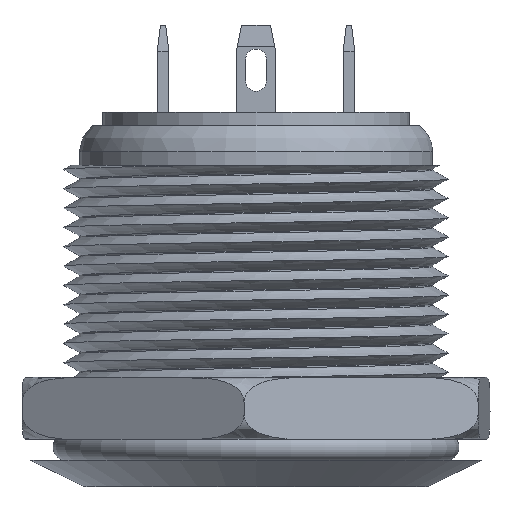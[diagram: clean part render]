
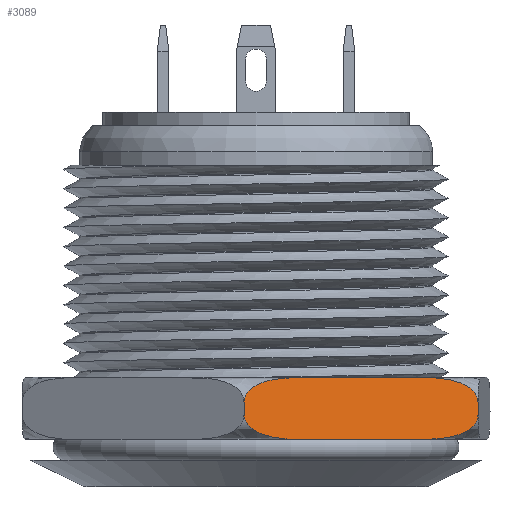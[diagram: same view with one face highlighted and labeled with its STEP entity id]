
A CAD part, front view. The second image highlights one B-rep face of the part: STEP entity #3089.
In plain terms, the highlighted face is planar.
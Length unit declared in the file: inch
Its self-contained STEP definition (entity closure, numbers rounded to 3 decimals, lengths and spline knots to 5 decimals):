
#136=B_SPLINE_CURVE_WITH_KNOTS('',3,(#8597,#8598,#8599,#8600,#8601,#8602,
#8603,#8604,#8605,#8606,#8607,#8608,#8609,#8610),.UNSPECIFIED.,.F.,.F.,
(4,2,2,2,2,2,4),(-0.46655,-0.4391,-0.41074,
-0.37026,-0.29486,-0.06606,0.),
 .UNSPECIFIED.);
#137=B_SPLINE_CURVE_WITH_KNOTS('',3,(#8611,#8612,#8613,#8614,#8615,#8616,
#8617,#8618,#8619,#8620,#8621,#8622),.UNSPECIFIED.,.F.,.F.,(4,2,2,2,2,4),
(-0.34768,-0.16786,-0.09634,-0.06052,
-0.03359,0.),.UNSPECIFIED.);
#138=B_SPLINE_CURVE_WITH_KNOTS('',3,(#8624,#8625,#8626,#8627,#8628,#8629,
#8630,#8631,#8632,#8633,#8634,#8635),.UNSPECIFIED.,.F.,.F.,(4,2,2,2,2,4),
(-0.47751,-0.44875,-0.41914,-0.37643,
-0.29807,0.),.UNSPECIFIED.);
#139=B_SPLINE_CURVE_WITH_KNOTS('',3,(#8639,#8640,#8641,#8642,#8643,#8644,
#8645,#8646,#8647,#8648,#8649,#8650,#8651,#8652),.UNSPECIFIED.,.F.,.F.,
(4,2,2,2,2,2,4),(-0.37894,-0.18179,-0.10337,
-0.06409,-0.03456,-0.01724,0.),
 .UNSPECIFIED.);
#317=PLANE('',#3398);
#475=FACE_OUTER_BOUND('',#672,.T.);
#672=EDGE_LOOP('',(#2795,#2796,#2797,#2798,#2799,#2800,#2801,#2802));
#958=LINE('',#8523,#1238);
#961=LINE('',#8580,#1241);
#963=LINE('',#8637,#1243);
#964=LINE('',#8653,#1244);
#1238=VECTOR('',#4098,0.3937);
#1241=VECTOR('',#4103,0.3937);
#1243=VECTOR('',#4107,0.3937);
#1244=VECTOR('',#4108,0.3937);
#1567=VERTEX_POINT('',#8517);
#1568=VERTEX_POINT('',#8522);
#1574=VERTEX_POINT('',#8566);
#1575=VERTEX_POINT('',#8579);
#1577=VERTEX_POINT('',#8596);
#1578=VERTEX_POINT('',#8623);
#1579=VERTEX_POINT('',#8636);
#1580=VERTEX_POINT('',#8638);
#1981=EDGE_CURVE('',#1567,#1568,#958,.T.);
#1989=EDGE_CURVE('',#1575,#1574,#961,.T.);
#1992=EDGE_CURVE('',#1575,#1577,#136,.T.);
#1993=EDGE_CURVE('',#1568,#1574,#137,.T.);
#1994=EDGE_CURVE('',#1578,#1567,#138,.T.);
#1995=EDGE_CURVE('',#1579,#1578,#963,.T.);
#1996=EDGE_CURVE('',#1580,#1579,#139,.T.);
#1997=EDGE_CURVE('',#1577,#1580,#964,.T.);
#2795=ORIENTED_EDGE('',*,*,#1992,.F.);
#2796=ORIENTED_EDGE('',*,*,#1989,.T.);
#2797=ORIENTED_EDGE('',*,*,#1993,.F.);
#2798=ORIENTED_EDGE('',*,*,#1981,.F.);
#2799=ORIENTED_EDGE('',*,*,#1994,.F.);
#2800=ORIENTED_EDGE('',*,*,#1995,.F.);
#2801=ORIENTED_EDGE('',*,*,#1996,.F.);
#2802=ORIENTED_EDGE('',*,*,#1997,.F.);
#3089=ADVANCED_FACE('',(#475),#317,.F.);
#3398=AXIS2_PLACEMENT_3D('',#8595,#4105,#4106);
#4098=DIRECTION('',(-0.866,-0.5,0.));
#4103=DIRECTION('',(0.,0.,-1.));
#4105=DIRECTION('center_axis',(-0.5,0.866,0.));
#4106=DIRECTION('ref_axis',(-0.866,-0.5,0.));
#4107=DIRECTION('',(0.,0.,-1.));
#4108=DIRECTION('',(0.866,0.5,0.));
#8517=CARTESIAN_POINT('',(-1.17482,-0.32013,0.));
#8522=CARTESIAN_POINT('',(-1.36676,-0.43095,0.));
#8523=CARTESIAN_POINT('',(-1.16254,-0.31304,0.));
#8566=CARTESIAN_POINT('',(-1.4873,-0.50054,0.05303));
#8579=CARTESIAN_POINT('',(-1.4873,-0.50054,0.06447));
#8580=CARTESIAN_POINT('',(-1.4873,-0.50054,0.));
#8595=CARTESIAN_POINT('Origin',(-1.05428,-0.25054,0.));
#8596=CARTESIAN_POINT('',(-1.36676,-0.43095,0.1175));
#8597=CARTESIAN_POINT('Ctrl Pts',(-1.4873,-0.50054,
0.06447));
#8598=CARTESIAN_POINT('Ctrl Pts',(-1.4873,-0.50054,
0.06747));
#8599=CARTESIAN_POINT('Ctrl Pts',(-1.4873,-0.50054,
0.07054));
#8600=CARTESIAN_POINT('Ctrl Pts',(-1.48649,-0.50008,
0.07697));
#8601=CARTESIAN_POINT('Ctrl Pts',(-1.48571,-0.49963,
0.07994));
#8602=CARTESIAN_POINT('Ctrl Pts',(-1.48258,-0.49782,0.08698));
#8603=CARTESIAN_POINT('Ctrl Pts',(-1.47989,-0.49627,
0.09051));
#8604=CARTESIAN_POINT('Ctrl Pts',(-1.47119,-0.49124,0.09911));
#8605=CARTESIAN_POINT('Ctrl Pts',(-1.46387,-0.48702,0.10336));
#8606=CARTESIAN_POINT('Ctrl Pts',(-1.43557,-0.47068,
0.11573));
#8607=CARTESIAN_POINT('Ctrl Pts',(-1.41011,-0.45598,
0.11712));
#8608=CARTESIAN_POINT('Ctrl Pts',(-1.38112,-0.43924,
0.1175));
#8609=CARTESIAN_POINT('Ctrl Pts',(-1.37426,-0.43528,
0.1175));
#8610=CARTESIAN_POINT('Ctrl Pts',(-1.36676,-0.43095,0.1175));
#8611=CARTESIAN_POINT('Ctrl Pts',(-1.36676,-0.43095,0.));
#8612=CARTESIAN_POINT('Ctrl Pts',(-1.39672,-0.44825,
0.));
#8613=CARTESIAN_POINT('Ctrl Pts',(-1.42209,-0.4629,0.));
#8614=CARTESIAN_POINT('Ctrl Pts',(-1.45373,-0.48116,
0.00935));
#8615=CARTESIAN_POINT('Ctrl Pts',(-1.46294,-0.48648,
0.01325));
#8616=CARTESIAN_POINT('Ctrl Pts',(-1.47452,-0.49316,0.02157));
#8617=CARTESIAN_POINT('Ctrl Pts',(-1.47827,-0.49533,
0.02496));
#8618=CARTESIAN_POINT('Ctrl Pts',(-1.48337,-0.49827,0.03208));
#8619=CARTESIAN_POINT('Ctrl Pts',(-1.48503,-0.49923,
0.03545));
#8620=CARTESIAN_POINT('Ctrl Pts',(-1.4873,-0.50054,
0.04406));
#8621=CARTESIAN_POINT('Ctrl Pts',(-1.4873,-0.50054,
0.04863));
#8622=CARTESIAN_POINT('Ctrl Pts',(-1.4873,-0.50054,
0.05303));
#8623=CARTESIAN_POINT('',(-1.05428,-0.25054,0.05303));
#8624=CARTESIAN_POINT('Ctrl Pts',(-1.05428,-0.25054,
0.05303));
#8625=CARTESIAN_POINT('Ctrl Pts',(-1.05428,-0.25054,
0.0501));
#8626=CARTESIAN_POINT('Ctrl Pts',(-1.05428,-0.25054,
0.04711));
#8627=CARTESIAN_POINT('Ctrl Pts',(-1.05503,-0.25097,
0.04086));
#8628=CARTESIAN_POINT('Ctrl Pts',(-1.05575,-0.25139,
0.03796));
#8629=CARTESIAN_POINT('Ctrl Pts',(-1.0587,-0.25309,
0.03102));
#8630=CARTESIAN_POINT('Ctrl Pts',(-1.06127,-0.25457,
0.02751));
#8631=CARTESIAN_POINT('Ctrl Pts',(-1.06959,-0.25938,
0.019));
#8632=CARTESIAN_POINT('Ctrl Pts',(-1.07659,-0.26342,
0.01478));
#8633=CARTESIAN_POINT('Ctrl Pts',(-1.10889,-0.28207,
0.));
#8634=CARTESIAN_POINT('Ctrl Pts',(-1.14095,-0.30057,0.));
#8635=CARTESIAN_POINT('Ctrl Pts',(-1.17482,-0.32013,0.));
#8636=CARTESIAN_POINT('',(-1.05428,-0.25054,0.06447));
#8637=CARTESIAN_POINT('',(-1.05428,-0.25054,0.));
#8638=CARTESIAN_POINT('',(-1.17482,-0.32013,0.1175));
#8639=CARTESIAN_POINT('Ctrl Pts',(-1.17482,-0.32013,0.1175));
#8640=CARTESIAN_POINT('Ctrl Pts',(-1.14485,-0.30283,
0.1175));
#8641=CARTESIAN_POINT('Ctrl Pts',(-1.11948,-0.28818,
0.1175));
#8642=CARTESIAN_POINT('Ctrl Pts',(-1.08785,-0.26992,
0.10816));
#8643=CARTESIAN_POINT('Ctrl Pts',(-1.07864,-0.2646,
0.10425));
#8644=CARTESIAN_POINT('Ctrl Pts',(-1.06706,-0.25792,
0.09593));
#8645=CARTESIAN_POINT('Ctrl Pts',(-1.06331,-0.25575,
0.09254));
#8646=CARTESIAN_POINT('Ctrl Pts',(-1.05821,-0.25281,
0.08542));
#8647=CARTESIAN_POINT('Ctrl Pts',(-1.05654,-0.25185,
0.08205));
#8648=CARTESIAN_POINT('Ctrl Pts',(-1.05495,-0.25092,
0.07597));
#8649=CARTESIAN_POINT('Ctrl Pts',(-1.05462,-0.25073,
0.07373));
#8650=CARTESIAN_POINT('Ctrl Pts',(-1.05428,-0.25054,
0.06903));
#8651=CARTESIAN_POINT('Ctrl Pts',(-1.05428,-0.25054,
0.06673));
#8652=CARTESIAN_POINT('Ctrl Pts',(-1.05428,-0.25054,
0.06447));
#8653=CARTESIAN_POINT('',(-1.16254,-0.31304,0.1175));
